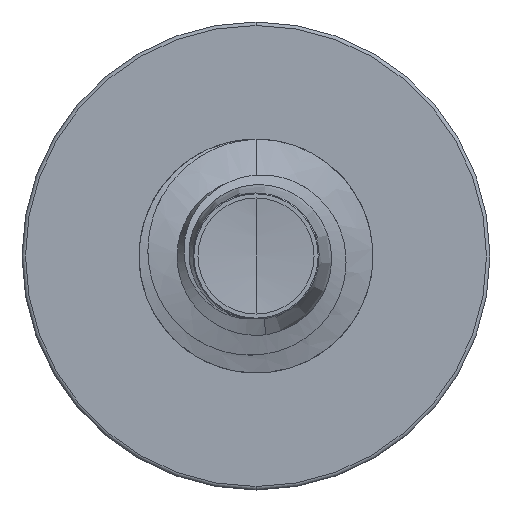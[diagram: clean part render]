
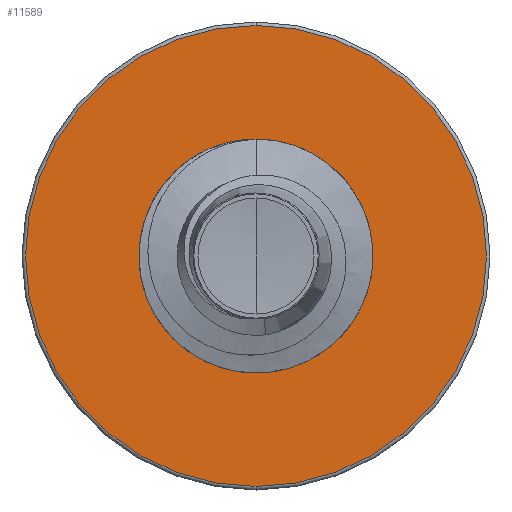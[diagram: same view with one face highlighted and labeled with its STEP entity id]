
A CAD part, front view. The second image highlights one B-rep face of the part: STEP entity #11589.
In plain terms, the highlighted planar face has unit normal (0, -1, 0).
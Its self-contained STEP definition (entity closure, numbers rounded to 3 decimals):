
#131 = AXIS2_PLACEMENT_3D ( 'NONE', #8986, #3513, #9923 ) ;
#380 = AXIS2_PLACEMENT_3D ( 'NONE', #9192, #3712, #10117 ) ;
#461 = CARTESIAN_POINT ( 'NONE',  ( 0., 8., -2.415 ) ) ;
#736 = CIRCLE ( 'NONE', #380, 2.415 ) ;
#826 = CARTESIAN_POINT ( 'NONE',  ( 0., 8., 0. ) ) ;
#943 = CIRCLE ( 'NONE', #131, 2.415 ) ;
#1048 = CARTESIAN_POINT ( 'NONE',  ( 0., 8., -2.415 ) ) ;
#1165 = AXIS2_PLACEMENT_3D ( 'NONE', #826, #7289, #1773 ) ;
#1412 = VERTEX_POINT ( 'NONE', #5932 ) ;
#1548 = VERTEX_POINT ( 'NONE', #5973 ) ;
#1563 = AXIS2_PLACEMENT_3D ( 'NONE', #8325, #2882, #9282 ) ;
#1729 = EDGE_LOOP ( 'NONE', ( #2307, #2357 ) ) ;
#1773 = DIRECTION ( 'NONE',  ( 0., 0., 1. ) ) ;
#2150 = FACE_BOUND ( 'NONE', #4837, .T. ) ;
#2307 = ORIENTED_EDGE ( 'NONE', *, *, #4698, .F. ) ;
#2357 = ORIENTED_EDGE ( 'NONE', *, *, #5382, .F. ) ;
#2373 = DIRECTION ( 'NONE',  ( 0., 1., 0. ) ) ;
#2421 = ORIENTED_EDGE ( 'NONE', *, *, #6273, .T. ) ;
#2469 = ORIENTED_EDGE ( 'NONE', *, *, #6894, .T. ) ;
#2882 = DIRECTION ( 'NONE',  ( 0., 1., 0. ) ) ;
#3100 = VERTEX_POINT ( 'NONE', #10950 ) ;
#3513 = DIRECTION ( 'NONE',  ( 0., 1., 0. ) ) ;
#3712 = DIRECTION ( 'NONE',  ( 0., 1., 0. ) ) ;
#3862 = FACE_OUTER_BOUND ( 'NONE', #1729, .T. ) ;
#4698 = EDGE_CURVE ( 'NONE', #1412, #3100, #8225, .T. ) ;
#4837 = EDGE_LOOP ( 'NONE', ( #2421, #2469 ) ) ;
#5382 = EDGE_CURVE ( 'NONE', #3100, #1412, #7109, .T. ) ;
#5932 = CARTESIAN_POINT ( 'NONE',  ( 0., 8., 4.925 ) ) ;
#5973 = CARTESIAN_POINT ( 'NONE',  ( 0., 8., 2.415 ) ) ;
#6027 = PLANE ( 'NONE',  #9041 ) ;
#6273 = EDGE_CURVE ( 'NONE', #1548, #8389, #736, .T. ) ;
#6894 = EDGE_CURVE ( 'NONE', #8389, #1548, #943, .T. ) ;
#7109 = CIRCLE ( 'NONE', #1165, 4.925 ) ;
#7289 = DIRECTION ( 'NONE',  ( 0., 1., 0. ) ) ;
#8225 = CIRCLE ( 'NONE', #1563, 4.925 ) ;
#8325 = CARTESIAN_POINT ( 'NONE',  ( 0., 8., 0. ) ) ;
#8389 = VERTEX_POINT ( 'NONE', #1048 ) ;
#8773 = DIRECTION ( 'NONE',  ( 0., 0., 1. ) ) ;
#8986 = CARTESIAN_POINT ( 'NONE',  ( 0., 8., 0. ) ) ;
#9041 = AXIS2_PLACEMENT_3D ( 'NONE', #461, #2373, #8773 ) ;
#9192 = CARTESIAN_POINT ( 'NONE',  ( 0., 8., 0. ) ) ;
#9282 = DIRECTION ( 'NONE',  ( 0., 0., 1. ) ) ;
#9923 = DIRECTION ( 'NONE',  ( 0., 0., 1. ) ) ;
#10117 = DIRECTION ( 'NONE',  ( 0., 0., 1. ) ) ;
#10950 = CARTESIAN_POINT ( 'NONE',  ( 0., 8., -4.925 ) ) ;
#11589 = ADVANCED_FACE ( 'NONE', ( #3862, #2150 ), #6027, .F. ) ;
